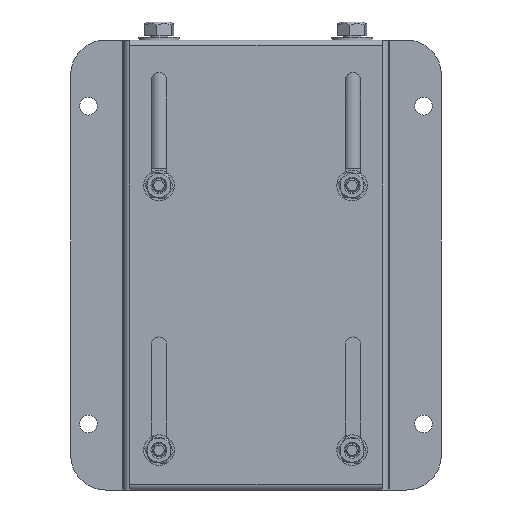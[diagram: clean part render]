
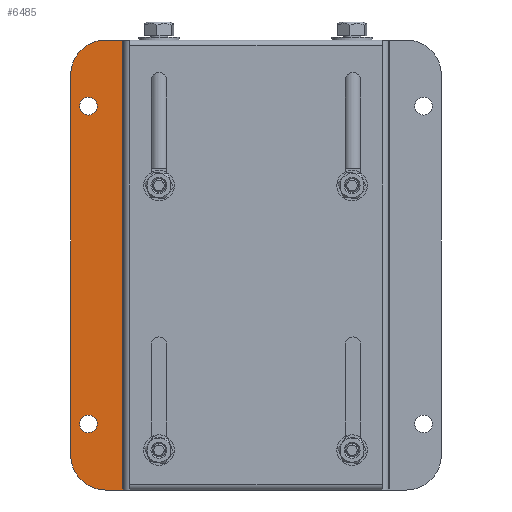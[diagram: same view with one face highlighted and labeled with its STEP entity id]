
A CAD part, front view. The second image highlights one B-rep face of the part: STEP entity #6485.
In plain terms, the highlighted planar face has unit normal (0, -1, 0).
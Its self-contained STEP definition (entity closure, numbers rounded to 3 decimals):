
#217 = DIRECTION ( 'NONE',  ( 0., -1., 0. ) ) ;
#346 = DIRECTION ( 'NONE',  ( 0., 0., -1. ) ) ;
#489 = CARTESIAN_POINT ( 'NONE',  ( -31.75, 34.6, 276.225 ) ) ;
#618 = ORIENTED_EDGE ( 'NONE', *, *, #2586, .T. ) ;
#620 = EDGE_CURVE ( 'NONE', #6246, #6656, #5779, .T. ) ;
#701 = FACE_OUTER_BOUND ( 'NONE', #2186, .T. ) ;
#989 = DIRECTION ( 'NONE',  ( 0., -1., 0. ) ) ;
#1136 = ORIENTED_EDGE ( 'NONE', *, *, #3315, .F. ) ;
#1209 = VERTEX_POINT ( 'NONE', #4690 ) ;
#1419 = AXIS2_PLACEMENT_3D ( 'NONE', #3597, #217, #4149 ) ;
#1440 = DIRECTION ( 'NONE',  ( 1., 0., 0. ) ) ;
#1528 = LINE ( 'NONE', #5633, #5821 ) ;
#1770 = EDGE_LOOP ( 'NONE', ( #3962, #2824 ) ) ;
#1826 = CARTESIAN_POINT ( 'NONE',  ( -38.1, 34.6, 298.85 ) ) ;
#2050 = FACE_BOUND ( 'NONE', #4984, .T. ) ;
#2186 = EDGE_LOOP ( 'NONE', ( #7025, #2658, #7106, #2314, #3535, #618 ) ) ;
#2314 = ORIENTED_EDGE ( 'NONE', *, *, #3190, .F. ) ;
#2333 = AXIS2_PLACEMENT_3D ( 'NONE', #5400, #4323, #3765 ) ;
#2341 = DIRECTION ( 'NONE',  ( 1., 0., 0. ) ) ;
#2373 = DIRECTION ( 'NONE',  ( 0., -1., 0. ) ) ;
#2391 = CARTESIAN_POINT ( 'NONE',  ( -25.4, 34.6, 276.225 ) ) ;
#2564 = EDGE_CURVE ( 'NONE', #6275, #6246, #6013, .T. ) ;
#2586 = EDGE_CURVE ( 'NONE', #3061, #6275, #4528, .T. ) ;
#2654 = VECTOR ( 'NONE', #6319, 1000. ) ;
#2658 = ORIENTED_EDGE ( 'NONE', *, *, #620, .T. ) ;
#2820 = LINE ( 'NONE', #6036, #2654 ) ;
#2824 = ORIENTED_EDGE ( 'NONE', *, *, #3337, .F. ) ;
#2892 = DIRECTION ( 'NONE',  ( 1., 0., 0. ) ) ;
#2934 = DIRECTION ( 'NONE',  ( 0., -1., 0. ) ) ;
#2968 = CARTESIAN_POINT ( 'NONE',  ( -25.4, 34.6, 47.625 ) ) ;
#3061 = VERTEX_POINT ( 'NONE', #6836 ) ;
#3172 = AXIS2_PLACEMENT_3D ( 'NONE', #2968, #2934, #2892 ) ;
#3190 = EDGE_CURVE ( 'NONE', #1209, #3686, #1528, .T. ) ;
#3315 = EDGE_CURVE ( 'NONE', #5793, #4467, #3666, .T. ) ;
#3337 = EDGE_CURVE ( 'NONE', #3446, #5060, #4815, .T. ) ;
#3446 = VERTEX_POINT ( 'NONE', #5657 ) ;
#3535 = ORIENTED_EDGE ( 'NONE', *, *, #6691, .T. ) ;
#3597 = CARTESIAN_POINT ( 'NONE',  ( -25.4, 34.6, 47.625 ) ) ;
#3666 = CIRCLE ( 'NONE', #3172, 6.35 ) ;
#3686 = VERTEX_POINT ( 'NONE', #4896 ) ;
#3691 = CARTESIAN_POINT ( 'NONE',  ( 0., 34.6, 323.85 ) ) ;
#3711 = EDGE_CURVE ( 'NONE', #5060, #3446, #7144, .T. ) ;
#3765 = DIRECTION ( 'NONE',  ( 1., 0., 0. ) ) ;
#3915 = AXIS2_PLACEMENT_3D ( 'NONE', #2391, #2373, #2341 ) ;
#3962 = ORIENTED_EDGE ( 'NONE', *, *, #3711, .F. ) ;
#4149 = DIRECTION ( 'NONE',  ( 1., 0., 0. ) ) ;
#4323 = DIRECTION ( 'NONE',  ( 0., -1., 0. ) ) ;
#4327 = LINE ( 'NONE', #5266, #5806 ) ;
#4380 = CARTESIAN_POINT ( 'NONE',  ( -25.4, 34.6, 276.225 ) ) ;
#4467 = VERTEX_POINT ( 'NONE', #6548 ) ;
#4509 = CIRCLE ( 'NONE', #1419, 6.35 ) ;
#4528 = CIRCLE ( 'NONE', #2333, 25. ) ;
#4580 = DIRECTION ( 'NONE',  ( 1., 0., 0. ) ) ;
#4594 = ORIENTED_EDGE ( 'NONE', *, *, #5387, .F. ) ;
#4690 = CARTESIAN_POINT ( 'NONE',  ( -0.737, 34.6, 323.85 ) ) ;
#4815 = CIRCLE ( 'NONE', #3915, 6.35 ) ;
#4826 = DIRECTION ( 'NONE',  ( 0., -1., 0. ) ) ;
#4896 = CARTESIAN_POINT ( 'NONE',  ( -0.737, 34.6, 0. ) ) ;
#4952 = DIRECTION ( 'NONE',  ( 1., 0., 0. ) ) ;
#4984 = EDGE_LOOP ( 'NONE', ( #1136, #4594 ) ) ;
#5060 = VERTEX_POINT ( 'NONE', #489 ) ;
#5266 = CARTESIAN_POINT ( 'NONE',  ( 0., 34.6, 0. ) ) ;
#5387 = EDGE_CURVE ( 'NONE', #4467, #5793, #4509, .T. ) ;
#5400 = CARTESIAN_POINT ( 'NONE',  ( -13.1, 34.6, 298.85 ) ) ;
#5428 = EDGE_CURVE ( 'NONE', #3686, #6656, #4327, .T. ) ;
#5605 = DIRECTION ( 'NONE',  ( 0., 0., -1. ) ) ;
#5633 = CARTESIAN_POINT ( 'NONE',  ( -0.737, 34.6, 323.85 ) ) ;
#5657 = CARTESIAN_POINT ( 'NONE',  ( -19.05, 34.6, 276.225 ) ) ;
#5663 = CARTESIAN_POINT ( 'NONE',  ( -13.1, 34.6, 25. ) ) ;
#5690 = DIRECTION ( 'NONE',  ( 0., -1., 0. ) ) ;
#5770 = AXIS2_PLACEMENT_3D ( 'NONE', #4380, #989, #4952 ) ;
#5779 = CIRCLE ( 'NONE', #6890, 25. ) ;
#5793 = VERTEX_POINT ( 'NONE', #6109 ) ;
#5806 = VECTOR ( 'NONE', #6383, 1000. ) ;
#5821 = VECTOR ( 'NONE', #5605, 1000. ) ;
#5907 = PLANE ( 'NONE',  #7031 ) ;
#6013 = LINE ( 'NONE', #6129, #6191 ) ;
#6036 = CARTESIAN_POINT ( 'NONE',  ( 0., 34.6, 323.85 ) ) ;
#6109 = CARTESIAN_POINT ( 'NONE',  ( -31.75, 34.6, 47.625 ) ) ;
#6129 = CARTESIAN_POINT ( 'NONE',  ( -38.1, 34.6, 323.85 ) ) ;
#6191 = VECTOR ( 'NONE', #346, 1000. ) ;
#6246 = VERTEX_POINT ( 'NONE', #6839 ) ;
#6275 = VERTEX_POINT ( 'NONE', #1826 ) ;
#6319 = DIRECTION ( 'NONE',  ( -1., 0., 0. ) ) ;
#6383 = DIRECTION ( 'NONE',  ( -1., 0., 0. ) ) ;
#6485 = ADVANCED_FACE ( 'NONE', ( #6509, #2050, #701 ), #5907, .T. ) ;
#6509 = FACE_BOUND ( 'NONE', #1770, .T. ) ;
#6548 = CARTESIAN_POINT ( 'NONE',  ( -19.05, 34.6, 47.625 ) ) ;
#6656 = VERTEX_POINT ( 'NONE', #7117 ) ;
#6691 = EDGE_CURVE ( 'NONE', #1209, #3061, #2820, .T. ) ;
#6836 = CARTESIAN_POINT ( 'NONE',  ( -13.1, 34.6, 323.85 ) ) ;
#6839 = CARTESIAN_POINT ( 'NONE',  ( -38.1, 34.6, 25. ) ) ;
#6890 = AXIS2_PLACEMENT_3D ( 'NONE', #5663, #5690, #4580 ) ;
#7025 = ORIENTED_EDGE ( 'NONE', *, *, #2564, .T. ) ;
#7031 = AXIS2_PLACEMENT_3D ( 'NONE', #3691, #4826, #1440 ) ;
#7106 = ORIENTED_EDGE ( 'NONE', *, *, #5428, .F. ) ;
#7117 = CARTESIAN_POINT ( 'NONE',  ( -13.1, 34.6, 0. ) ) ;
#7144 = CIRCLE ( 'NONE', #5770, 6.35 ) ;
